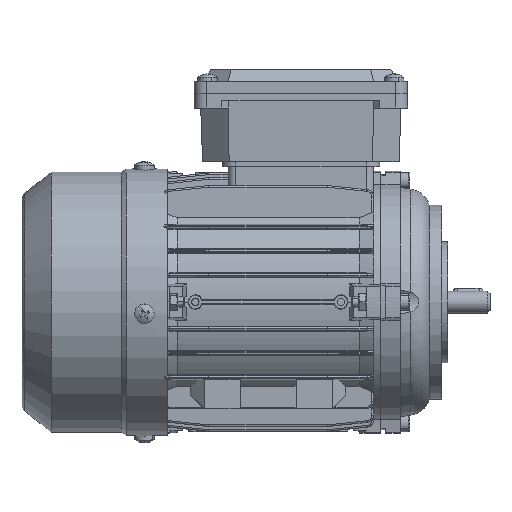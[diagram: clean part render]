
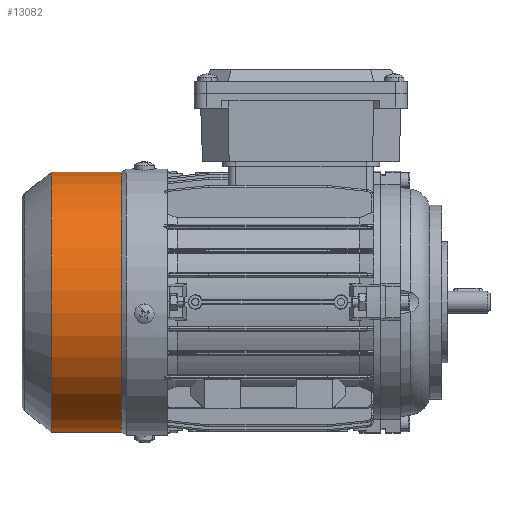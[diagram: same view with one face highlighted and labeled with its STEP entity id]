
A CAD part, top view. The second image highlights one B-rep face of the part: STEP entity #13082.
In plain terms, the highlighted cylindrical face has radius 53.8 mm (diameter 107.6 mm), a partial arc.
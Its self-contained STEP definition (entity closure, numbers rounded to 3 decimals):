
#13017 = EDGE_CURVE ( 'NONE', #13018, #13019, #37327, .T. ) ;
#13018 = VERTEX_POINT ( 'NONE', #37309 ) ;
#13019 = VERTEX_POINT ( 'NONE', #37306 ) ;
#13063 = ORIENTED_EDGE ( 'NONE', *, *, #13064, .F. ) ;
#13064 = EDGE_CURVE ( 'NONE', #13086, #13018, #37509, .T. ) ;
#13082 = ADVANCED_FACE ( 'NONE', ( #37566 ), #37559, .T. ) ;
#13083 = EDGE_LOOP ( 'NONE', ( #13084, #13088, #13090, #13063 ) ) ;
#13084 = ORIENTED_EDGE ( 'NONE', *, *, #13085, .T. ) ;
#13085 = EDGE_CURVE ( 'NONE', #13086, #13087, #37695, .T. ) ;
#13086 = VERTEX_POINT ( 'NONE', #37685 ) ;
#13087 = VERTEX_POINT ( 'NONE', #37683 ) ;
#13088 = ORIENTED_EDGE ( 'NONE', *, *, #13089, .T. ) ;
#13089 = EDGE_CURVE ( 'NONE', #13087, #13019, #37678, .T. ) ;
#13090 = ORIENTED_EDGE ( 'NONE', *, *, #13017, .F. ) ;
#37306 = CARTESIAN_POINT ( 'NONE',  ( 19., 0., -53.8 ) ) ;
#37309 = CARTESIAN_POINT ( 'NONE',  ( 19., 0., 53.8 ) ) ;
#37311 = DIRECTION ( 'NONE',  ( 0., 0., 1. ) ) ;
#37313 = DIRECTION ( 'NONE',  ( -1., 0., 0. ) ) ;
#37315 = CARTESIAN_POINT ( 'NONE',  ( 19., 0., 0. ) ) ;
#37316 = AXIS2_PLACEMENT_3D ( 'NONE', #37315, #37313, #37311 ) ;
#37327 = CIRCLE ( 'NONE', #37316, 53.8 ) ;
#37505 = DIRECTION ( 'NONE',  ( -1., 0., 0. ) ) ;
#37507 = VECTOR ( 'NONE', #37505, 1000. ) ;
#37508 = CARTESIAN_POINT ( 'NONE',  ( 0., 0., 53.8 ) ) ;
#37509 = LINE ( 'NONE', #37508, #37507 ) ;
#37556 = CARTESIAN_POINT ( 'NONE',  ( 0., 0., 0. ) ) ;
#37557 = AXIS2_PLACEMENT_3D ( 'NONE', #37556, #37699, #37698 ) ;
#37559 = CYLINDRICAL_SURFACE ( 'NONE', #37557, 53.8 ) ;
#37566 = FACE_OUTER_BOUND ( 'NONE', #13083, .T. ) ;
#37673 = DIRECTION ( 'NONE',  ( -1., 0., 0. ) ) ;
#37674 = VECTOR ( 'NONE', #37673, 1000. ) ;
#37676 = CARTESIAN_POINT ( 'NONE',  ( 0., 0., -53.8 ) ) ;
#37678 = LINE ( 'NONE', #37676, #37674 ) ;
#37683 = CARTESIAN_POINT ( 'NONE',  ( 48., 0., -53.8 ) ) ;
#37685 = CARTESIAN_POINT ( 'NONE',  ( 48., 0., 53.8 ) ) ;
#37688 = DIRECTION ( 'NONE',  ( 0., 0., 1. ) ) ;
#37690 = DIRECTION ( 'NONE',  ( -1., 0., 0. ) ) ;
#37692 = CARTESIAN_POINT ( 'NONE',  ( 48., 0., 0. ) ) ;
#37693 = AXIS2_PLACEMENT_3D ( 'NONE', #37692, #37690, #37688 ) ;
#37695 = CIRCLE ( 'NONE', #37693, 53.8 ) ;
#37698 = DIRECTION ( 'NONE',  ( 0., 0., 1. ) ) ;
#37699 = DIRECTION ( 'NONE',  ( -1., 0., 0. ) ) ;
